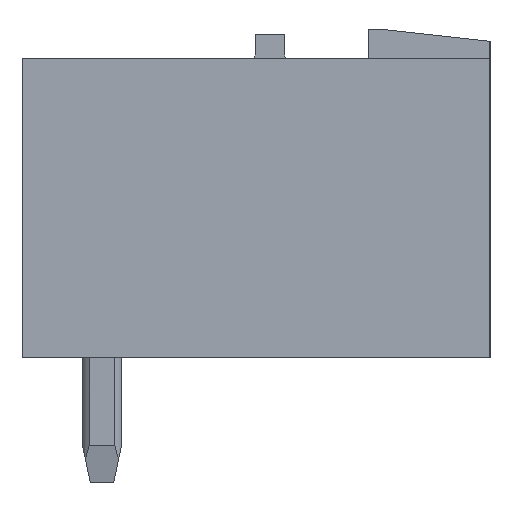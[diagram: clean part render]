
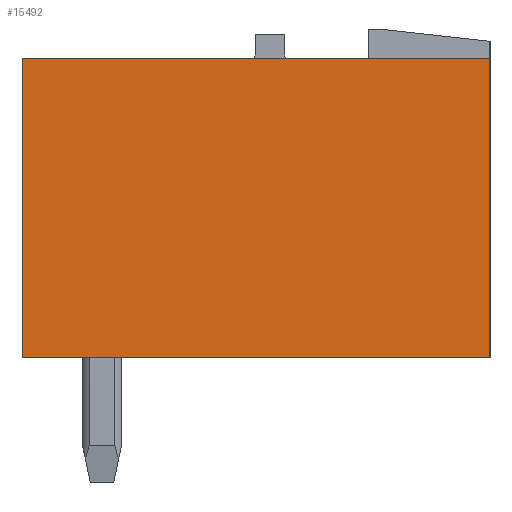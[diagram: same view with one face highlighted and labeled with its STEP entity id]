
A CAD part, left-side view. The second image highlights one B-rep face of the part: STEP entity #15492.
In plain terms, the highlighted planar face has unit normal (-1, 0, 0).
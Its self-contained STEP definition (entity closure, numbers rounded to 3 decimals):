
#15484=AXIS2_PLACEMENT_3D('Plane Axis2P3D',#15481,#15482,#15483) ;
#661=CARTESIAN_POINT('Vertex',(0.,12.,10.88)) ;
#664=CARTESIAN_POINT('Line Origine',(0.,6.,10.88)) ;
#668=CARTESIAN_POINT('Vertex',(0.,0.,10.88)) ;
#1172=CARTESIAN_POINT('Vertex',(0.,12.,3.2)) ;
#1175=CARTESIAN_POINT('Line Origine',(0.,12.,7.04)) ;
#1203=CARTESIAN_POINT('Vertex',(0.,0.,3.2)) ;
#1206=CARTESIAN_POINT('Line Origine',(0.,6.,3.2)) ;
#8317=CARTESIAN_POINT('Line Origine',(0.,0.,7.04)) ;
#15481=CARTESIAN_POINT('Axis2P3D Location',(0.,0.,0.)) ;
#665=DIRECTION('Vector Direction',(0.,1.,0.)) ;
#1176=DIRECTION('Vector Direction',(0.,0.,1.)) ;
#1207=DIRECTION('Vector Direction',(0.,1.,0.)) ;
#8318=DIRECTION('Vector Direction',(0.,0.,-1.)) ;
#15482=DIRECTION('Axis2P3D Direction',(-1.,0.,0.)) ;
#15483=DIRECTION('Axis2P3D XDirection',(0.,-1.,0.)) ;
#666=VECTOR('Line Direction',#665,1.) ;
#1177=VECTOR('Line Direction',#1176,1.) ;
#1208=VECTOR('Line Direction',#1207,1.) ;
#8319=VECTOR('Line Direction',#8318,1.) ;
#15487=ORIENTED_EDGE('',*,*,#8321,.T.) ;
#15488=ORIENTED_EDGE('',*,*,#670,.T.) ;
#15489=ORIENTED_EDGE('',*,*,#1179,.T.) ;
#15490=ORIENTED_EDGE('',*,*,#1210,.T.) ;
#15492=ADVANCED_FACE('Housing',(#15491),#15485,.T.) ;
#670=EDGE_CURVE('',#669,#662,#667,.T.) ;
#1179=EDGE_CURVE('',#662,#1173,#1178,.F.) ;
#1210=EDGE_CURVE('',#1173,#1204,#1209,.F.) ;
#8321=EDGE_CURVE('',#1204,#669,#8320,.F.) ;
#15486=EDGE_LOOP('',(#15487,#15488,#15489,#15490)) ;
#15491=FACE_OUTER_BOUND('',#15486,.T.) ;
#667=LINE('Line',#664,#666) ;
#1178=LINE('Line',#1175,#1177) ;
#1209=LINE('Line',#1206,#1208) ;
#8320=LINE('Line',#8317,#8319) ;
#15485=PLANE('',#15484) ;
#662=VERTEX_POINT('',#661) ;
#669=VERTEX_POINT('',#668) ;
#1173=VERTEX_POINT('',#1172) ;
#1204=VERTEX_POINT('',#1203) ;
